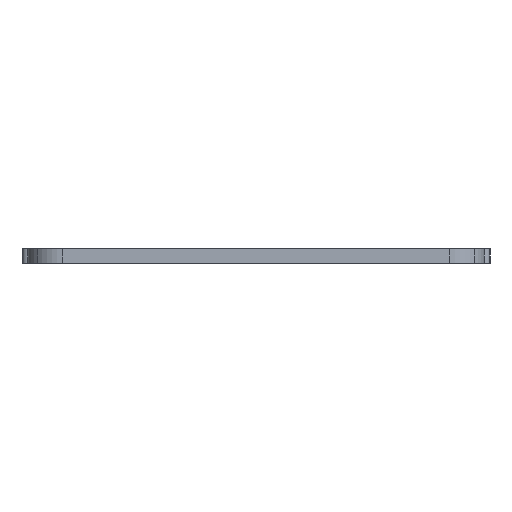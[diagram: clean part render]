
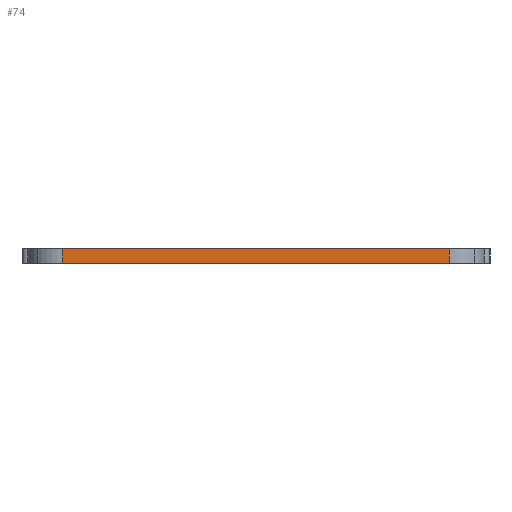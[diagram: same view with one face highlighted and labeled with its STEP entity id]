
A CAD part, left-side view. The second image highlights one B-rep face of the part: STEP entity #74.
In plain terms, the highlighted planar face has unit normal (-1, 0, 0).
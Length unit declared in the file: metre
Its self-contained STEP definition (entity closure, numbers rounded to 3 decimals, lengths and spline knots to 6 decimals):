
#74=ADVANCED_FACE('0:216',(#143),#144,.T.);
#143=FACE_OUTER_BOUND('',#230,.T.);
#144=PLANE('',#231);
#230=EDGE_LOOP('',(#502,#503,#504,#505));
#231=AXIS2_PLACEMENT_3D('',#506,#507,#508);
#502=ORIENTED_EDGE('',*,*,#727,.T.);
#503=ORIENTED_EDGE('',*,*,#749,.T.);
#504=ORIENTED_EDGE('',*,*,#691,.T.);
#505=ORIENTED_EDGE('',*,*,#650,.F.);
#506=CARTESIAN_POINT('',(-0.01713,-0.002881,0.025899));
#507=DIRECTION('',(-1.0,0.,0.));
#508=DIRECTION('',(0.,1.0,0.));
#650=EDGE_CURVE('0:348',#783,#785,#786,.T.);
#691=EDGE_CURVE('0:309',#860,#785,#861,.T.);
#727=EDGE_CURVE('0:26030',#783,#920,#922,.T.);
#749=EDGE_CURVE('0:303',#920,#860,#949,.T.);
#783=VERTEX_POINT('',#990);
#785=VERTEX_POINT('',#992);
#786=LINE('',#993,#994);
#860=VERTEX_POINT('',#1088);
#861=LINE('',#1089,#1090);
#920=VERTEX_POINT('',#1168);
#922=LINE('',#1170,#1171);
#949=LINE('',#1214,#1215);
#990=CARTESIAN_POINT('',(-0.01713,-0.015081,0.025899));
#992=CARTESIAN_POINT('',(-0.01713,-0.015081,0.023899));
#993=CARTESIAN_POINT('',(-0.01713,-0.015081,0.025899));
#994=VECTOR('',#1256,1.0);
#1088=CARTESIAN_POINT('',(-0.01713,0.039719,0.023899));
#1089=CARTESIAN_POINT('',(-0.01713,0.015319,0.023899));
#1090=VECTOR('',#1337,1.0);
#1168=CARTESIAN_POINT('',(-0.01713,0.039719,0.025899));
#1170=CARTESIAN_POINT('',(-0.01713,0.004719,0.025899));
#1171=VECTOR('',#1405,1.0);
#1214=CARTESIAN_POINT('',(-0.01713,0.039719,0.025899));
#1215=VECTOR('',#1437,1.0);
#1256=DIRECTION('',(0.,0.,-1.0));
#1337=DIRECTION('',(0.,-1.0,0.));
#1405=DIRECTION('',(0.,1.0,0.));
#1437=DIRECTION('',(0.,0.,-1.0));
